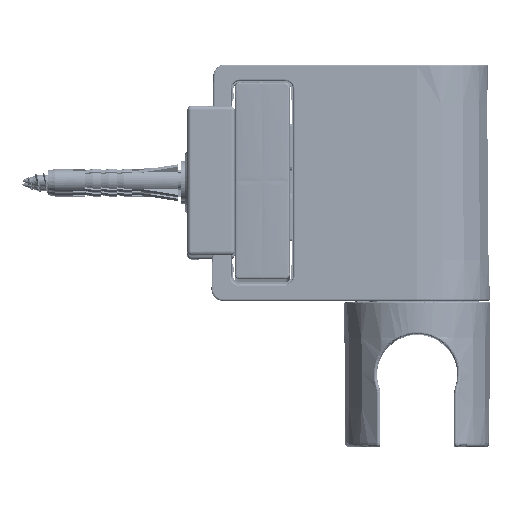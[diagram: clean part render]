
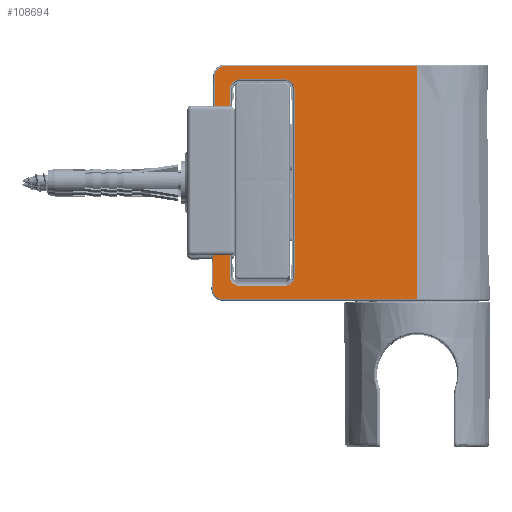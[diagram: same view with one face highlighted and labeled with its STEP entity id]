
A CAD part, top view. The second image highlights one B-rep face of the part: STEP entity #108694.
In plain terms, the highlighted face is planar.
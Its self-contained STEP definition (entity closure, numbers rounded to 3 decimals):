
#8603=LINE('',#172848,#14331);
#8605=LINE('',#172860,#14333);
#8656=LINE('',#173468,#14384);
#8680=LINE('',#173736,#14408);
#8681=LINE('',#173795,#14409);
#8682=LINE('',#173854,#14410);
#8684=LINE('',#173912,#14412);
#8687=LINE('',#173989,#14415);
#14331=VECTOR('',#131846,1000.);
#14333=VECTOR('',#131860,1000.);
#14384=VECTOR('',#132051,1000.);
#14408=VECTOR('',#132155,1000.);
#14409=VECTOR('',#132164,1000.);
#14410=VECTOR('',#132173,1000.);
#14412=VECTOR('',#132181,1000.);
#14415=VECTOR('',#132198,1000.);
#19647=PLANE('',#117011);
#25214=ORIENTED_EDGE('',*,*,#57891,.T.);
#25215=ORIENTED_EDGE('',*,*,#57889,.T.);
#25216=ORIENTED_EDGE('',*,*,#57887,.T.);
#25217=ORIENTED_EDGE('',*,*,#57885,.T.);
#25218=ORIENTED_EDGE('',*,*,#57883,.T.);
#25219=ORIENTED_EDGE('',*,*,#57881,.T.);
#25220=ORIENTED_EDGE('',*,*,#57879,.T.);
#25221=ORIENTED_EDGE('',*,*,#57877,.T.);
#25222=ORIENTED_EDGE('',*,*,#57899,.T.);
#25223=ORIENTED_EDGE('',*,*,#57722,.T.);
#25224=ORIENTED_EDGE('',*,*,#57728,.T.);
#25225=ORIENTED_EDGE('',*,*,#57832,.T.);
#25226=ORIENTED_EDGE('',*,*,#57830,.T.);
#25227=ORIENTED_EDGE('',*,*,#57898,.T.);
#57722=EDGE_CURVE('',#74322,#74327,#8603,.T.);
#57728=EDGE_CURVE('',#74327,#74331,#8605,.T.);
#57830=EDGE_CURVE('',#74395,#74396,#8656,.T.);
#57832=EDGE_CURVE('',#74331,#74395,#84027,.T.);
#57877=EDGE_CURVE('',#74420,#74421,#84040,.T.);
#57879=EDGE_CURVE('',#74422,#74420,#8680,.T.);
#57881=EDGE_CURVE('',#74423,#74422,#84043,.T.);
#57883=EDGE_CURVE('',#74424,#74423,#8681,.T.);
#57885=EDGE_CURVE('',#74425,#74424,#84046,.T.);
#57887=EDGE_CURVE('',#74426,#74425,#8682,.T.);
#57889=EDGE_CURVE('',#74427,#74426,#84049,.T.);
#57891=EDGE_CURVE('',#74421,#74427,#8684,.T.);
#57898=EDGE_CURVE('',#74396,#74429,#84052,.T.);
#57899=EDGE_CURVE('',#74429,#74322,#8687,.T.);
#74322=VERTEX_POINT('',#172836);
#74327=VERTEX_POINT('',#172847);
#74331=VERTEX_POINT('',#172859);
#74395=VERTEX_POINT('',#173465);
#74396=VERTEX_POINT('',#173467);
#74420=VERTEX_POINT('',#173729);
#74421=VERTEX_POINT('',#173731);
#74422=VERTEX_POINT('',#173735);
#74423=VERTEX_POINT('',#173790);
#74424=VERTEX_POINT('',#173794);
#74425=VERTEX_POINT('',#173849);
#74426=VERTEX_POINT('',#173853);
#74427=VERTEX_POINT('',#173908);
#74429=VERTEX_POINT('',#173986);
#84027=CIRCLE('',#116954,2.6);
#84040=CIRCLE('',#116991,2.4);
#84043=CIRCLE('',#116995,2.4);
#84046=CIRCLE('',#116999,2.4);
#84049=CIRCLE('',#117003,2.4);
#84052=CIRCLE('',#117010,2.6);
#90869=EDGE_LOOP('',(#25214,#25215,#25216,#25217,#25218,#25219,#25220,#25221));
#90870=EDGE_LOOP('',(#25222,#25223,#25224,#25225,#25226,#25227));
#98684=FACE_BOUND('',#90869,.T.);
#98685=FACE_BOUND('',#90870,.T.);
#108694=ADVANCED_FACE('',(#98684,#98685),#19647,.T.);
#116954=AXIS2_PLACEMENT_3D('',#173500,#132052,#132053);
#116991=AXIS2_PLACEMENT_3D('',#173732,#132149,#132150);
#116995=AXIS2_PLACEMENT_3D('',#173791,#132158,#132159);
#116999=AXIS2_PLACEMENT_3D('',#173850,#132167,#132168);
#117003=AXIS2_PLACEMENT_3D('',#173909,#132176,#132177);
#117010=AXIS2_PLACEMENT_3D('',#173987,#132194,#132195);
#117011=AXIS2_PLACEMENT_3D('',#173988,#132196,#132197);
#131846=DIRECTION('',(1.,0.,-0.009));
#131860=DIRECTION('',(0.,1.,0.));
#132051=DIRECTION('',(-1.,0.009,0.009));
#132052=DIRECTION('',(0.009,0.,1.));
#132053=DIRECTION('',(1.,0.,-0.009));
#132149=DIRECTION('',(-0.009,0.,-1.));
#132150=DIRECTION('',(0.,1.,0.));
#132155=DIRECTION('',(1.,0.,-0.009));
#132158=DIRECTION('',(-0.009,0.,-1.));
#132159=DIRECTION('',(-1.,0.,0.009));
#132164=DIRECTION('',(0.,1.,0.));
#132167=DIRECTION('',(-0.009,0.,-1.));
#132168=DIRECTION('',(0.,-1.,0.));
#132173=DIRECTION('',(-1.,0.,0.009));
#132176=DIRECTION('',(-0.009,0.,-1.));
#132177=DIRECTION('',(1.,0.,-0.009));
#132181=DIRECTION('',(0.,-1.,0.));
#132194=DIRECTION('',(0.009,0.,1.));
#132195=DIRECTION('',(0.009,1.,0.));
#132196=DIRECTION('',(0.009,0.,1.));
#132197=DIRECTION('',(0.,1.,0.));
#132198=DIRECTION('',(0.,-1.,0.));
#172836=CARTESIAN_POINT('',(-29.597,0.,18.496));
#172847=CARTESIAN_POINT('',(29.603,0.,17.98));
#172848=CARTESIAN_POINT('',(-29.597,0.,18.496));
#172859=CARTESIAN_POINT('',(29.603,48.755,17.98));
#172860=CARTESIAN_POINT('',(29.603,0.,17.98));
#173465=CARTESIAN_POINT('',(27.026,51.355,18.002));
#173467=CARTESIAN_POINT('',(-26.974,51.827,18.474));
#173468=CARTESIAN_POINT('',(27.026,51.355,18.002));
#173500=CARTESIAN_POINT('',(27.003,48.755,18.003));
#173729=CARTESIAN_POINT('',(23.804,47.543,18.03));
#173731=CARTESIAN_POINT('',(26.204,45.143,18.01));
#173732=CARTESIAN_POINT('',(23.804,45.143,18.03));
#173735=CARTESIAN_POINT('',(-23.801,47.545,18.446));
#173736=CARTESIAN_POINT('',(-23.801,47.545,18.446));
#173790=CARTESIAN_POINT('',(-26.201,45.146,18.467));
#173791=CARTESIAN_POINT('',(-23.801,45.145,18.446));
#173794=CARTESIAN_POINT('',(-26.201,33.54,18.467));
#173795=CARTESIAN_POINT('',(-26.201,33.54,18.467));
#173849=CARTESIAN_POINT('',(-23.801,31.14,18.446));
#173850=CARTESIAN_POINT('',(-23.801,33.54,18.446));
#173853=CARTESIAN_POINT('',(23.804,31.142,18.03));
#173854=CARTESIAN_POINT('',(23.804,31.142,18.03));
#173908=CARTESIAN_POINT('',(26.204,33.542,18.01));
#173909=CARTESIAN_POINT('',(23.804,33.542,18.03));
#173912=CARTESIAN_POINT('',(26.204,45.143,18.01));
#173986=CARTESIAN_POINT('',(-29.597,49.227,18.496));
#173987=CARTESIAN_POINT('',(-26.996,49.226,18.474));
#173988=CARTESIAN_POINT('',(-30.,53.853,18.5));
#173989=CARTESIAN_POINT('',(-29.597,49.227,18.496));
